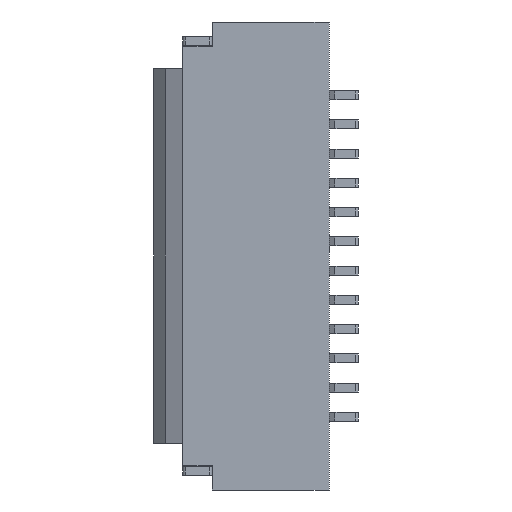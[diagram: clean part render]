
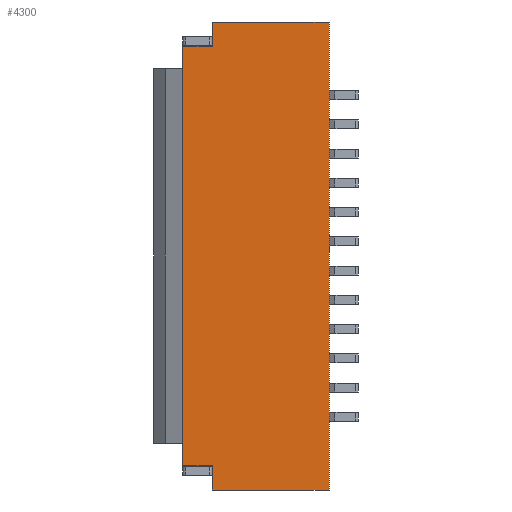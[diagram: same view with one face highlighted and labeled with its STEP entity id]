
A CAD part, front view. The second image highlights one B-rep face of the part: STEP entity #4300.
In plain terms, the highlighted planar face has unit normal (0, -1, 0).
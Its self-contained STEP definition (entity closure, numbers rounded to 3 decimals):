
#3590=CARTESIAN_POINT('',(1.202,-0.908,16.35));
#3600=DIRECTION('',(0.,1.,0.));
#3610=DIRECTION('',(1.,0.,0.));
#3620=AXIS2_PLACEMENT_3D('',#3590,#3600,#3610);
#3630=PLANE('',#3620);
#3640=CARTESIAN_POINT('',(3.202,-0.908,7.188));
#3650=DIRECTION('',(1.,0.,0.));
#3660=VECTOR('',#3650,1.);
#3670=LINE('',#3640,#3660);
#3680=CARTESIAN_POINT('',(0.702,-0.908,7.188));
#3690=VERTEX_POINT('',#3680);
#3700=CARTESIAN_POINT('',(1.202,-0.908,7.188));
#3710=VERTEX_POINT('',#3700);
#3720=EDGE_CURVE('',#3690,#3710,#3670,.T.);
#3730=ORIENTED_EDGE('',*,*,#3720,.F.);
#3740=CARTESIAN_POINT('',(1.202,-0.908,7.188));
#3750=DIRECTION('',(0.,0.,1.));
#3760=VECTOR('',#3750,1.);
#3770=LINE('',#3740,#3760);
#3780=CARTESIAN_POINT('',(1.202,-0.908,7.6));
#3790=VERTEX_POINT('',#3780);
#3800=EDGE_CURVE('',#3710,#3790,#3770,.T.);
#3810=ORIENTED_EDGE('',*,*,#3800,.F.);
#3820=CARTESIAN_POINT('',(1.202,-0.908,7.6));
#3830=DIRECTION('',(1.,0.,0.));
#3840=VECTOR('',#3830,1.);
#3850=LINE('',#3820,#3840);
#3860=CARTESIAN_POINT('',(3.202,-0.908,7.6));
#3870=VERTEX_POINT('',#3860);
#3880=EDGE_CURVE('',#3790,#3870,#3850,.T.);
#3890=ORIENTED_EDGE('',*,*,#3880,.F.);
#3900=CARTESIAN_POINT('',(3.202,-0.908,17.938));
#3910=DIRECTION('',(0.,0.,-1.));
#3920=VECTOR('',#3910,1.);
#3930=LINE('',#3900,#3920);
#3940=CARTESIAN_POINT('',(3.202,-0.908,-0.4));
#3950=VERTEX_POINT('',#3940);
#3960=EDGE_CURVE('',#3870,#3950,#3930,.T.);
#3970=ORIENTED_EDGE('',*,*,#3960,.F.);
#3980=CARTESIAN_POINT('',(1.202,-0.908,-0.4));
#3990=DIRECTION('',(1.,0.,0.));
#4000=VECTOR('',#3990,1.);
#4010=LINE('',#3980,#4000);
#4020=CARTESIAN_POINT('',(1.202,-0.908,-0.4));
#4030=VERTEX_POINT('',#4020);
#4040=EDGE_CURVE('',#4030,#3950,#4010,.T.);
#4050=ORIENTED_EDGE('',*,*,#4040,.T.);
#4060=CARTESIAN_POINT('',(1.202,-0.908,0.012));
#4070=DIRECTION('',(0.,0.,-1.));
#4080=VECTOR('',#4070,1.);
#4090=LINE('',#4060,#4080);
#4100=CARTESIAN_POINT('',(1.202,-0.908,0.012));
#4110=VERTEX_POINT('',#4100);
#4120=EDGE_CURVE('',#4110,#4030,#4090,.T.);
#4130=ORIENTED_EDGE('',*,*,#4120,.T.);
#4140=CARTESIAN_POINT('',(3.202,-0.908,0.012));
#4150=DIRECTION('',(1.,0.,0.));
#4160=VECTOR('',#4150,1.);
#4170=LINE('',#4140,#4160);
#4180=CARTESIAN_POINT('',(0.702,-0.908,0.012));
#4190=VERTEX_POINT('',#4180);
#4200=EDGE_CURVE('',#4190,#4110,#4170,.T.);
#4210=ORIENTED_EDGE('',*,*,#4200,.T.);
#4220=CARTESIAN_POINT('',(0.702,-0.908,-0.115));
#4230=DIRECTION('',(0.,0.,1.));
#4240=VECTOR('',#4230,1.);
#4250=LINE('',#4220,#4240);
#4260=EDGE_CURVE('',#4190,#3690,#4250,.T.);
#4270=ORIENTED_EDGE('',*,*,#4260,.F.);
#4280=EDGE_LOOP('',(#4270,#4210,#4130,#4050,#3970,#3890,#3810,#3730));
#4290=FACE_OUTER_BOUND('',#4280,.T.);
#4300=ADVANCED_FACE('',(#4290),#3630,.F.);
